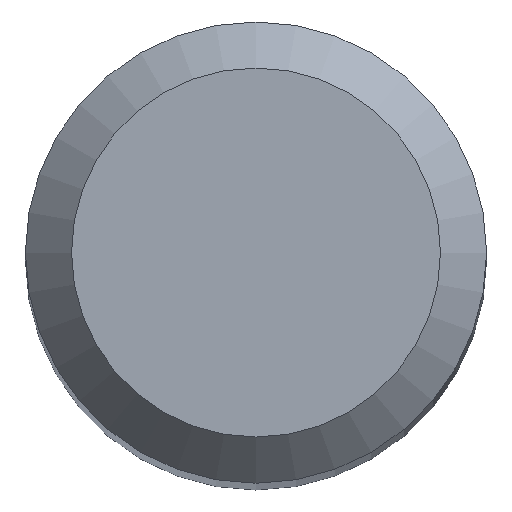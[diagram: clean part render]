
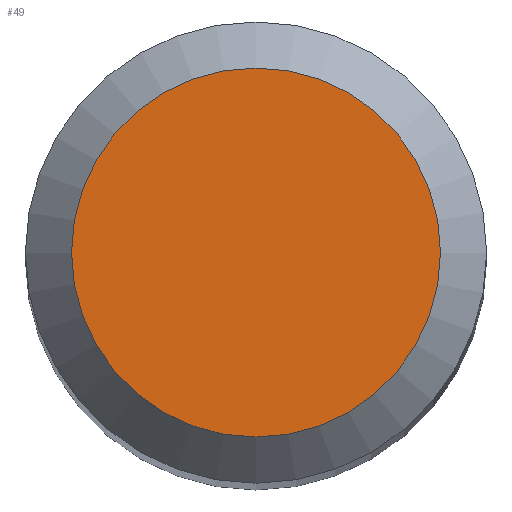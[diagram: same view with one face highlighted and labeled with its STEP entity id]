
A CAD part, top view. The second image highlights one B-rep face of the part: STEP entity #49.
In plain terms, the highlighted planar face has unit normal (0, 0, 1).
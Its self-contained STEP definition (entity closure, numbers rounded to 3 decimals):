
#1 = CARTESIAN_POINT ( 'NONE',  ( 0., 0., 38. ) ) ;
#5 = FACE_OUTER_BOUND ( 'NONE', #170, .T. ) ;
#12 = CIRCLE ( 'NONE', #121, 1.2 ) ;
#41 = ORIENTED_EDGE ( 'NONE', *, *, #52, .F. ) ;
#44 = CARTESIAN_POINT ( 'NONE',  ( 0., 1.2, 38. ) ) ;
#49 = ADVANCED_FACE ( 'NONE', ( #5 ), #133, .F. ) ;
#52 = EDGE_CURVE ( 'NONE', #101, #101, #12, .T. ) ;
#94 = DIRECTION ( 'NONE',  ( 0., 1., 0. ) ) ;
#98 = DIRECTION ( 'NONE',  ( 0., 0., -1. ) ) ;
#101 = VERTEX_POINT ( 'NONE', #44 ) ;
#121 = AXIS2_PLACEMENT_3D ( 'NONE', #211, #174, #94 ) ;
#133 = PLANE ( 'NONE',  #158 ) ;
#156 = DIRECTION ( 'NONE',  ( 0., 1., 0. ) ) ;
#158 = AXIS2_PLACEMENT_3D ( 'NONE', #1, #98, #156 ) ;
#170 = EDGE_LOOP ( 'NONE', ( #41 ) ) ;
#174 = DIRECTION ( 'NONE',  ( 0., 0., -1. ) ) ;
#211 = CARTESIAN_POINT ( 'NONE',  ( 0., 0., 38. ) ) ;
